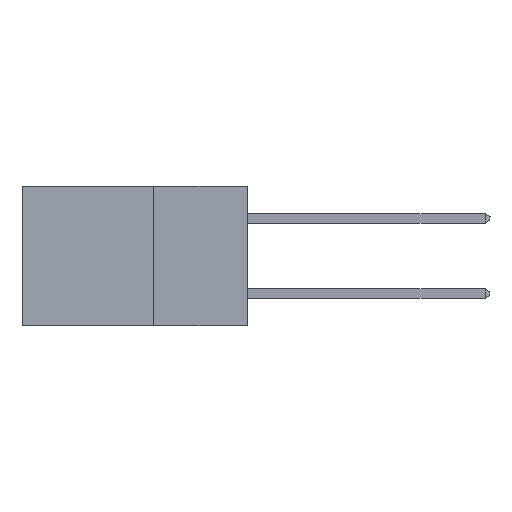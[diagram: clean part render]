
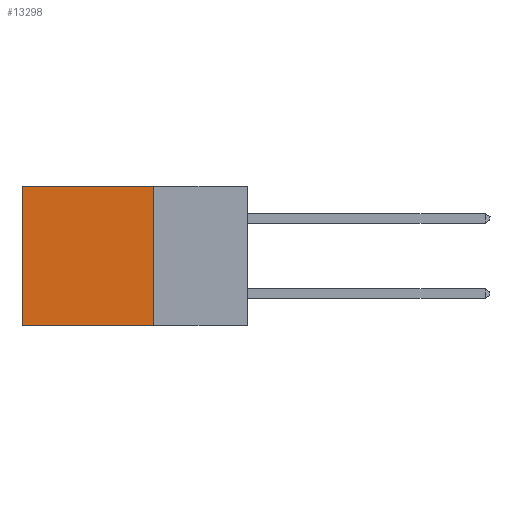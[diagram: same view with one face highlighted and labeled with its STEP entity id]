
A CAD part, left-side view. The second image highlights one B-rep face of the part: STEP entity #13298.
In plain terms, the highlighted planar face has unit normal (-1, 0, 0).
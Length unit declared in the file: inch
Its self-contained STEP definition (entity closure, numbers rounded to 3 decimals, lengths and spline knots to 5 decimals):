
#502 = EDGE_CURVE ( 'NONE', #3497, #17263, #14707, .T. ) ;
#853 = LINE ( 'NONE', #7214, #9104 ) ;
#1597 = ORIENTED_EDGE ( 'NONE', *, *, #502, .T. ) ;
#1841 = EDGE_CURVE ( 'NONE', #17263, #14471, #19190, .T. ) ;
#3497 = VERTEX_POINT ( 'NONE', #5887 ) ;
#4193 = FACE_OUTER_BOUND ( 'NONE', #13821, .T. ) ;
#4620 = PLANE ( 'NONE',  #19906 ) ;
#5887 = CARTESIAN_POINT ( 'NONE',  ( 0.298, 0.25, 0. ) ) ;
#6006 = CARTESIAN_POINT ( 'NONE',  ( 0.298, 0.25, 0. ) ) ;
#6106 = EDGE_CURVE ( 'NONE', #3497, #18589, #19798, .T. ) ;
#7214 = CARTESIAN_POINT ( 'NONE',  ( 0.298, 0.25, -0.37 ) ) ;
#7512 = CARTESIAN_POINT ( 'NONE',  ( 0.298, 0.6, 0. ) ) ;
#7657 = DIRECTION ( 'NONE',  ( 0., 0., -1. ) ) ;
#7882 = CARTESIAN_POINT ( 'NONE',  ( 0.298, 0.25, 0. ) ) ;
#8490 = EDGE_CURVE ( 'NONE', #18589, #14471, #853, .T. ) ;
#9104 = VECTOR ( 'NONE', #20548, 39.37008 ) ;
#9347 = CARTESIAN_POINT ( 'NONE',  ( 0.298, 0.25, -0.37 ) ) ;
#9545 = DIRECTION ( 'NONE',  ( 1., 0., 0. ) ) ;
#9686 = VECTOR ( 'NONE', #15984, 39.37008 ) ;
#13298 = ADVANCED_FACE ( 'NONE', ( #4193 ), #4620, .F. ) ;
#13338 = ORIENTED_EDGE ( 'NONE', *, *, #1841, .T. ) ;
#13821 = EDGE_LOOP ( 'NONE', ( #13338, #20394, #21257, #1597 ) ) ;
#13961 = CARTESIAN_POINT ( 'NONE',  ( 0.298, 0.6, 0. ) ) ;
#14471 = VERTEX_POINT ( 'NONE', #15619 ) ;
#14707 = LINE ( 'NONE', #14931, #9686 ) ;
#14931 = CARTESIAN_POINT ( 'NONE',  ( 0.298, 0.25, 0. ) ) ;
#15272 = VECTOR ( 'NONE', #15628, 39.37008 ) ;
#15361 = VECTOR ( 'NONE', #7657, 39.37008 ) ;
#15619 = CARTESIAN_POINT ( 'NONE',  ( 0.298, 0.6, -0.37 ) ) ;
#15628 = DIRECTION ( 'NONE',  ( 0., 0., -1. ) ) ;
#15984 = DIRECTION ( 'NONE',  ( 0., 1., 0. ) ) ;
#17263 = VERTEX_POINT ( 'NONE', #7512 ) ;
#18589 = VERTEX_POINT ( 'NONE', #9347 ) ;
#19190 = LINE ( 'NONE', #13961, #15272 ) ;
#19798 = LINE ( 'NONE', #6006, #15361 ) ;
#19906 = AXIS2_PLACEMENT_3D ( 'NONE', #7882, #9545, #21214 ) ;
#20394 = ORIENTED_EDGE ( 'NONE', *, *, #8490, .F. ) ;
#20548 = DIRECTION ( 'NONE',  ( 0., 1., 0. ) ) ;
#21214 = DIRECTION ( 'NONE',  ( 0., 0., -1. ) ) ;
#21257 = ORIENTED_EDGE ( 'NONE', *, *, #6106, .F. ) ;
